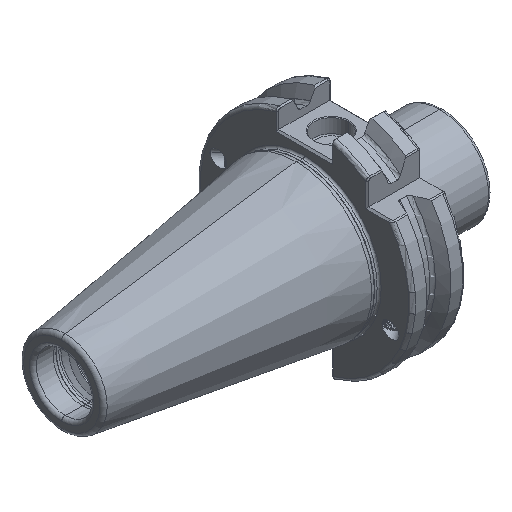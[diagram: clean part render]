
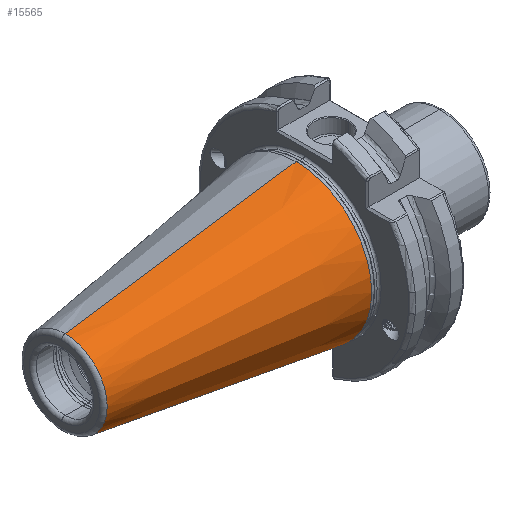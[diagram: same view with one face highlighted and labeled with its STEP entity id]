
A CAD part, isometric view. The second image highlights one B-rep face of the part: STEP entity #15565.
In plain terms, the highlighted conical face has half-angle 8.297 degrees and reference radius 22.692 mm.
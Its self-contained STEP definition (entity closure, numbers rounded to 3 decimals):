
#429 = AXIS2_PLACEMENT_3D ( 'NONE', #12241, #12242, #12243 ) ;
#430 = AXIS2_PLACEMENT_3D ( 'NONE', #12244, #12245, #12246 ) ;
#868 = LINE ( 'NONE', #869, #9986 ) ;
#869 = CARTESIAN_POINT ( 'NONE',  ( 0., 0., 22.692 ) ) ;
#870 = DIRECTION ( 'NONE',  ( 0.99, 0., 0.144 ) ) ;
#874 = LINE ( 'NONE', #875, #9988 ) ;
#875 = CARTESIAN_POINT ( 'NONE',  ( 0., 0., -22.692 ) ) ;
#876 = DIRECTION ( 'NONE',  ( 0.99, 0., -0.144 ) ) ;
#1785 = ORIENTED_EDGE ( 'NONE', *, *, #14585, .T. ) ;
#1786 = ORIENTED_EDGE ( 'NONE', *, *, #14583, .F. ) ;
#1787 = ORIENTED_EDGE ( 'NONE', *, *, #8050, .T. ) ;
#1789 = ORIENTED_EDGE ( 'NONE', *, *, #8049, .F. ) ;
#3950 = VERTEX_POINT ( 'NONE', #12839 ) ;
#3951 = VERTEX_POINT ( 'NONE', #12840 ) ;
#3952 = VERTEX_POINT ( 'NONE', #12841 ) ;
#3953 = VERTEX_POINT ( 'NONE', #12842 ) ;
#4657 = EDGE_LOOP ( 'NONE', ( #1786, #1787, #1785, #1789 ) ) ;
#8049 = EDGE_CURVE ( 'NONE', #3952, #3953, #14361, .T. ) ;
#8050 = EDGE_CURVE ( 'NONE', #3950, #3951, #14363, .T. ) ;
#8626 = CARTESIAN_POINT ( 'NONE',  ( 0., 0., 0. ) ) ;
#8627 = DIRECTION ( 'NONE',  ( 1., 0., 0. ) ) ;
#8628 = DIRECTION ( 'NONE',  ( 0., 0., -1. ) ) ;
#9258 = FACE_OUTER_BOUND ( 'NONE', #4657, .T. ) ;
#9262 = AXIS2_PLACEMENT_3D ( 'NONE', #8626, #8627, #8628 ) ;
#9986 = VECTOR ( 'NONE', #870, 1000. ) ;
#9988 = VECTOR ( 'NONE', #876, 1000. ) ;
#12241 = CARTESIAN_POINT ( 'NONE',  ( -2.5, 0., 0. ) ) ;
#12242 = DIRECTION ( 'NONE',  ( 1., 0., 0. ) ) ;
#12243 = DIRECTION ( 'NONE',  ( 0., 0., -1. ) ) ;
#12244 = CARTESIAN_POINT ( 'NONE',  ( -70.573, 0., 0. ) ) ;
#12245 = DIRECTION ( 'NONE',  ( 1., 0., 0. ) ) ;
#12246 = DIRECTION ( 'NONE',  ( 0., 0., 1. ) ) ;
#12839 = CARTESIAN_POINT ( 'NONE',  ( -70.573, 0., 12.4 ) ) ;
#12840 = CARTESIAN_POINT ( 'NONE',  ( -70.573, 0., -12.4 ) ) ;
#12841 = CARTESIAN_POINT ( 'NONE',  ( -2.5, 0., 22.327 ) ) ;
#12842 = CARTESIAN_POINT ( 'NONE',  ( -2.5, 0., -22.327 ) ) ;
#14361 = CIRCLE ( 'NONE', #429, 22.327 ) ;
#14363 = CIRCLE ( 'NONE', #430, 12.4 ) ;
#14533 = CONICAL_SURFACE ( 'NONE', #9262, 22.692, 0.145 ) ;
#14583 = EDGE_CURVE ( 'NONE', #3950, #3952, #868, .T. ) ;
#14585 = EDGE_CURVE ( 'NONE', #3951, #3953, #874, .T. ) ;
#15565 = ADVANCED_FACE ( 'NONE', ( #9258 ), #14533, .T. ) ;
